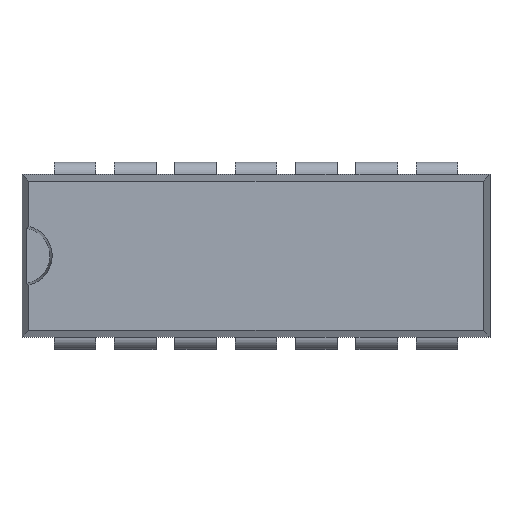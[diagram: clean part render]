
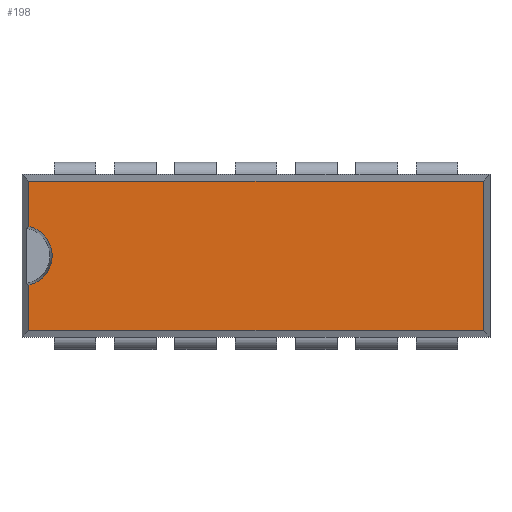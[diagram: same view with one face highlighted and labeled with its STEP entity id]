
A CAD part, top view. The second image highlights one B-rep face of the part: STEP entity #198.
In plain terms, the highlighted planar face has unit normal (0, 0, 1).
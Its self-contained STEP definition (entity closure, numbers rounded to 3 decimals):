
#198=ADVANCED_FACE('',(#3256),#3258,.T.);
#3256=FACE_BOUND('',#3257,.T.);
#3257=EDGE_LOOP('',(#5524,#5525,#5526,#5527,#5528,#5529));
#3258=PLANE('',#3259);
#3259=AXIS2_PLACEMENT_3D('',#3260,#3261,#3262);
#3260=CARTESIAN_POINT('',(0.,0.,5.33));
#3261=DIRECTION('',(0.,0.,1.));
#3262=DIRECTION('',(1.,0.,0.));
#5524=ORIENTED_EDGE('',*,*,#7048,.T.);
#5525=ORIENTED_EDGE('',*,*,#7049,.T.);
#5526=ORIENTED_EDGE('',*,*,#7050,.T.);
#5527=ORIENTED_EDGE('',*,*,#7051,.T.);
#5528=ORIENTED_EDGE('',*,*,#7052,.T.);
#5529=ORIENTED_EDGE('',*,*,#7053,.T.);
#7048=EDGE_CURVE('',#7810,#7811,#7812,.F.);
#7049=EDGE_CURVE('',#7811,#7813,#7814,.T.);
#7050=EDGE_CURVE('',#7813,#7815,#7816,.T.);
#7051=EDGE_CURVE('',#7815,#7817,#7818,.T.);
#7052=EDGE_CURVE('',#7817,#7819,#7820,.T.);
#7053=EDGE_CURVE('',#7819,#7810,#7821,.T.);
#7810=VERTEX_POINT('',#9040);
#7811=VERTEX_POINT('',#9041);
#7812=CIRCLE('',#9042,1.27);
#7813=VERTEX_POINT('',#9046);
#7814=LINE('',#9047,#9048);
#7815=VERTEX_POINT('',#9050);
#7816=LINE('',#9051,#9052);
#7817=VERTEX_POINT('',#9054);
#7818=LINE('',#9055,#9056);
#7819=VERTEX_POINT('',#9058);
#7820=LINE('',#9059,#9060);
#7821=LINE('',#9062,#9063);
#9040=CARTESIAN_POINT('',(-1.936,5.047,5.33));
#9041=CARTESIAN_POINT('',(-1.936,2.573,5.33));
#9042=AXIS2_PLACEMENT_3D('',#9043,#9044,#9045);
#9043=CARTESIAN_POINT('',(-2.225,3.81,5.33));
#9044=DIRECTION('',(0.,0.,1.));
#9045=DIRECTION('',(0.227,-0.974,0.));
#9046=CARTESIAN_POINT('',(-1.936,0.674,5.33));
#9047=CARTESIAN_POINT('',(-1.936,2.573,5.33));
#9048=VECTOR('',#9049,1.);
#9049=DIRECTION('',(0.,-1.,0.));
#9050=CARTESIAN_POINT('',(17.176,0.674,5.33));
#9051=CARTESIAN_POINT('',(-1.936,0.674,5.33));
#9052=VECTOR('',#9053,1.);
#9053=DIRECTION('',(1.,0.,0.));
#9054=CARTESIAN_POINT('',(17.176,6.946,5.33));
#9055=CARTESIAN_POINT('',(17.176,0.674,5.33));
#9056=VECTOR('',#9057,1.);
#9057=DIRECTION('',(0.,1.,0.));
#9058=CARTESIAN_POINT('',(-1.936,6.946,5.33));
#9059=CARTESIAN_POINT('',(17.176,6.946,5.33));
#9060=VECTOR('',#9061,1.);
#9061=DIRECTION('',(-1.,0.,0.));
#9062=CARTESIAN_POINT('',(-1.936,6.946,5.33));
#9063=VECTOR('',#9064,1.);
#9064=DIRECTION('',(0.,-1.,0.));
